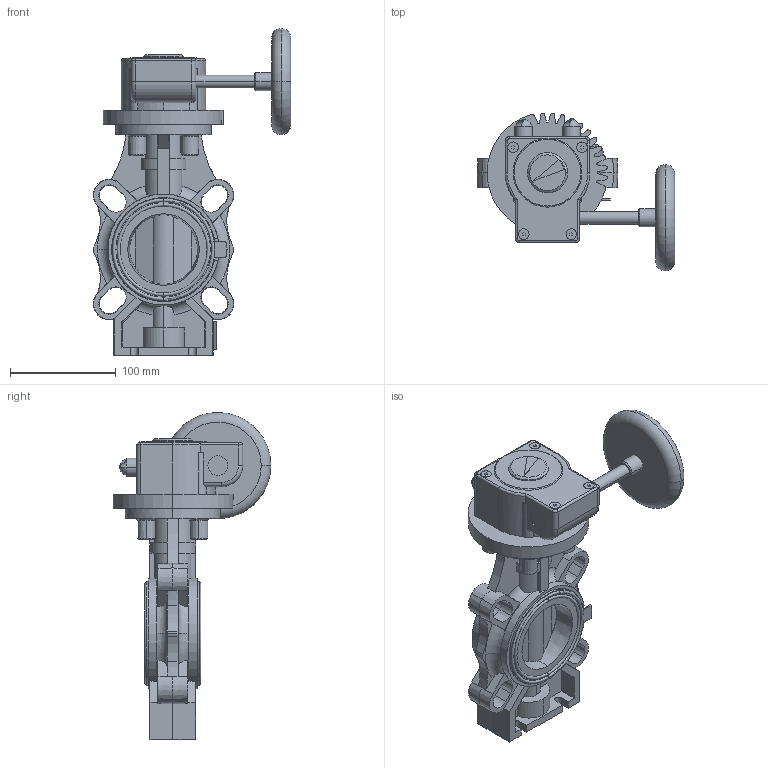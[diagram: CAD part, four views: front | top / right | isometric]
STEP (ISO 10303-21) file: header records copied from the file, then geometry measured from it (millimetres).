
FILE_DESCRIPTION(('STEP AP214'),'1');
FILE_NAME('cctmp_886F9E55-8D7E-48B3-A0F7-6C311D68E29F_2021_10_25_11_26_44_0832..stp','2021-10-25T09:26:45',('Praher Valves GmbH'),('CADClick - www.CADClick.com'),'Spatial InterOp 3D',' ','unknown authorization');
FILE_SCHEMA(('AUTOMOTIVE_DESIGN'));
Length unit declared in the file: millimetre
Products named in the file (3): cc_unnamed; 126020_1; 126020
Assembly tree (2 placements, depth 2):
  cc_unnamed
    126020_1
    126020
Bounding box: 186.51 x 148.88 x 308.6 mm (x, y, z)
Volume: 770900 mm3; surface area: 209749.9 mm2
Topology: 1 solids, 166 shells, 699 faces, 2188 edges, 1666 vertices
Faces by surface type: plane 296, cylinder 175, cone 130, torus 89, bspline 5, sphere 4
Entity records: 31161 total; most frequent: CARTESIAN_POINT 5653, DIRECTION 4492, ORIENTED_EDGE 3626, EDGE_CURVE 2180, AXIS2_PLACEMENT_3D 1723, VERTEX_POINT 1666, LINE 1046, VECTOR 1046
